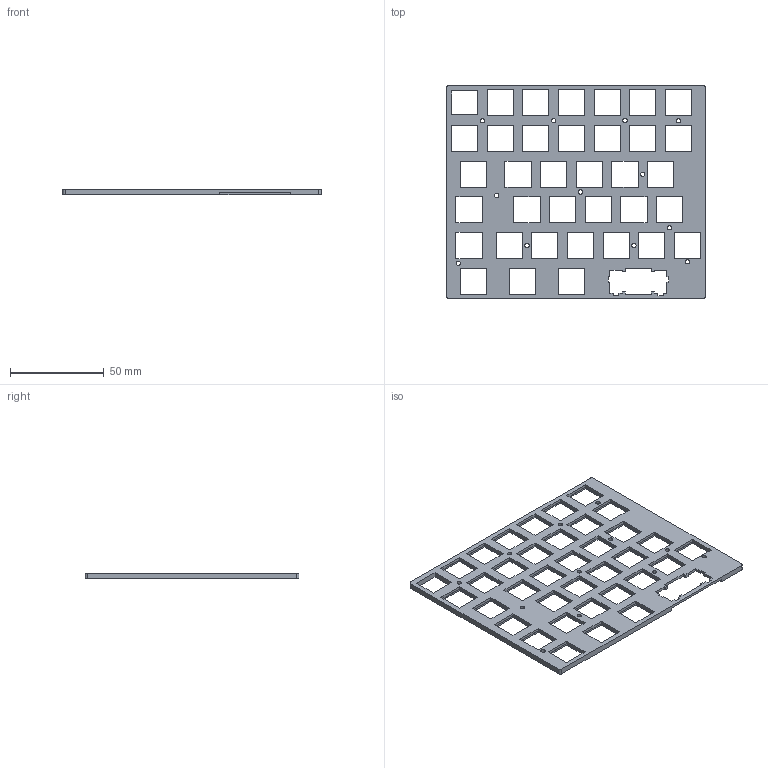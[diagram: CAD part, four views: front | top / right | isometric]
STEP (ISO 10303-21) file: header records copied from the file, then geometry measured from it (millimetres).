
FILE_DESCRIPTION(/* description */ ('HOOPS Exchange Step','CAx-IF Rec.Pracs.---Representation and Presentation of Product Manufacturing Information (PMI)---4.0---2014-10-13'),/* implementation_level */ '2;1');
FILE_NAME(/* name */ 'Plate Izquierda.step',/* time_stamp */ '2025-02-14T16:42:27+01:00',/* author */ (''),/* organization */ (''),/* preprocessor_version */ 'ST-DEVELOPER v20',/* originating_system */ 'Autodesk Translation Framework v13.20.0.188',/* authorisation */ '');
FILE_SCHEMA (('AP242_MANAGED_MODEL_BASED_3D_ENGINEERING_MIM_LF { 1 0 10303 442 1 1 4 }'));
Length unit declared in the file: millimetre
Products named in the file (2): Cases; Plates
Assembly tree (1 placements, depth 2):
  Cases
    Plates
Bounding box: 138.11 x 114.3 x 3 mm (x, y, z)
Volume: 22924.3 mm3; surface area: 24808.9 mm2
Topology: 1 solids, 1 shells, 381 faces, 1032 edges, 688 vertices
Faces by surface type: plane 365, cylinder 16
Full cylindrical faces by diameter (mm): 2.3 x12
Entity records: 12014 total; most frequent: CARTESIAN_POINT 2104, ORIENTED_EDGE 2064, DIRECTION 1832, EDGE_CURVE 1032, LINE 1000, VECTOR 1000, VERTEX_POINT 688, EDGE_LOOP 514
